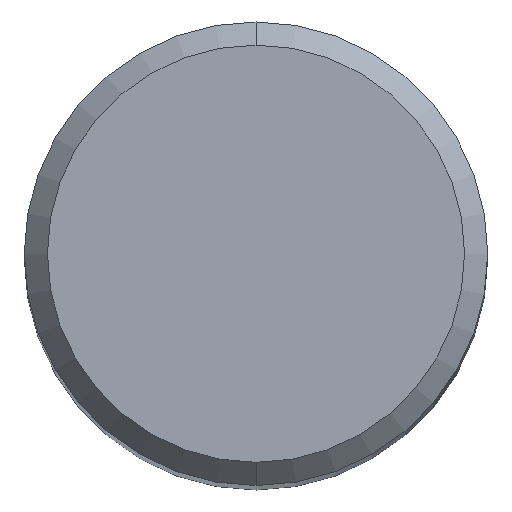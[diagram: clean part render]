
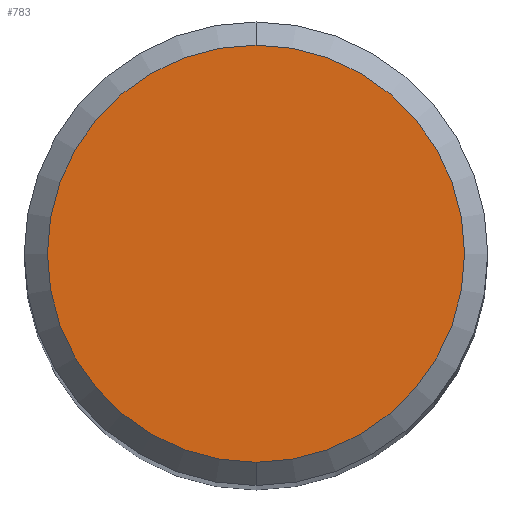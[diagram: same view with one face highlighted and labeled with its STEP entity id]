
A CAD part, top view. The second image highlights one B-rep face of the part: STEP entity #783.
In plain terms, the highlighted planar face has unit normal (0, 0, 1).
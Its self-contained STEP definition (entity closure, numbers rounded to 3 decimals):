
#437=VERTEX_POINT('',#1107);
#599=VERTEX_POINT('',#1288);
#617=EDGE_CURVE('',#437,#599,#1307,.T.);
#689=EDGE_CURVE('',#599,#437,#1386,.T.);
#783=ADVANCED_FACE('',(#1488),#1489,.T.);
#1107=CARTESIAN_POINT('',(0.0,4.5,0.0));
#1288=CARTESIAN_POINT('',(0.,-4.5,0.0));
#1307=CIRCLE('',#6666,4.5);
#1386=CIRCLE('',#7183,4.5);
#1488=FACE_OUTER_BOUND('',#9058,.T.);
#1489=PLANE('',#9059);
#6666=AXIS2_PLACEMENT_3D('',#10306,#10307,#10308);
#7183=AXIS2_PLACEMENT_3D('',#10382,#10383,#10384);
#9058=EDGE_LOOP('',(#10477,#10478));
#9059=AXIS2_PLACEMENT_3D('',#10479,#10480,#10481);
#10306=CARTESIAN_POINT('',(0.0,0.0,0.0));
#10307=DIRECTION('',(0.0,0.0,-1.0));
#10308=DIRECTION('',(0.0,1.0,0.0));
#10382=CARTESIAN_POINT('',(0.0,0.0,0.0));
#10383=DIRECTION('',(0.0,0.0,-1.0));
#10384=DIRECTION('',(0.0,1.0,0.0));
#10477=ORIENTED_EDGE('',*,*,#617,.F.);
#10478=ORIENTED_EDGE('',*,*,#689,.F.);
#10479=CARTESIAN_POINT('',(0.0,2.25,0.0));
#10480=DIRECTION('',(-0.0,0.0,1.0));
#10481=DIRECTION('',(0.0,-1.0,0.0));
